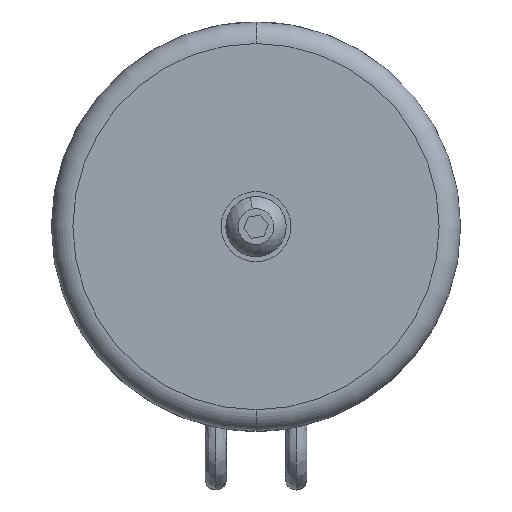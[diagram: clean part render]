
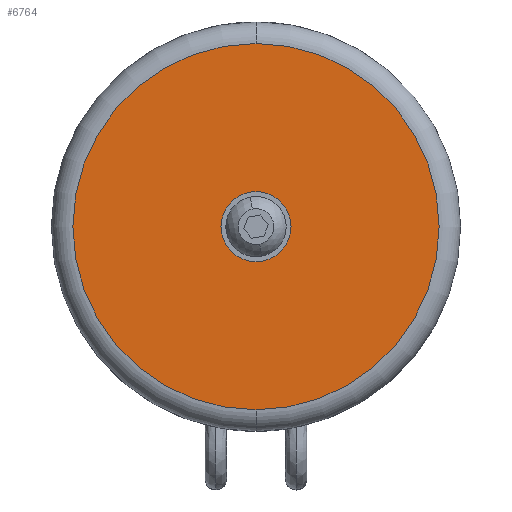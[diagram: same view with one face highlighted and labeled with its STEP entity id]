
A CAD part, front view. The second image highlights one B-rep face of the part: STEP entity #6764.
In plain terms, the highlighted planar face has unit normal (0, -1, 0).
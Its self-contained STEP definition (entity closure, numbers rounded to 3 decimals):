
#56 = CIRCLE ( 'NONE', #14137, 3.25 ) ;
#383 = DIRECTION ( 'NONE',  ( 0., 0., 1. ) ) ;
#1223 = PLANE ( 'NONE',  #12398 ) ;
#1423 = DIRECTION ( 'NONE',  ( 0., -1., 0. ) ) ;
#2068 = DIRECTION ( 'NONE',  ( 0., -1., 0. ) ) ;
#2141 = DIRECTION ( 'NONE',  ( 0., 0., 1. ) ) ;
#2284 = EDGE_LOOP ( 'NONE', ( #2409, #13186 ) ) ;
#2293 = CARTESIAN_POINT ( 'NONE',  ( -51.286, -1.788, 21.654 ) ) ;
#2394 = FACE_BOUND ( 'NONE', #2284, .T. ) ;
#2409 = ORIENTED_EDGE ( 'NONE', *, *, #8014, .F. ) ;
#2871 = VERTEX_POINT ( 'NONE', #4651 ) ;
#3068 = CIRCLE ( 'NONE', #4937, 17. ) ;
#3172 = EDGE_CURVE ( 'NONE', #2871, #6608, #9620, .T. ) ;
#3465 = EDGE_CURVE ( 'NONE', #6608, #2871, #3068, .T. ) ;
#3779 = AXIS2_PLACEMENT_3D ( 'NONE', #10939, #2068, #2141 ) ;
#4369 = VERTEX_POINT ( 'NONE', #14303 ) ;
#4651 = CARTESIAN_POINT ( 'NONE',  ( -51.286, -1.788, 4.654 ) ) ;
#4769 = CARTESIAN_POINT ( 'NONE',  ( -51.286, -1.788, 21.654 ) ) ;
#4937 = AXIS2_PLACEMENT_3D ( 'NONE', #4769, #12267, #383 ) ;
#5617 = DIRECTION ( 'NONE',  ( 0., 1., 0. ) ) ;
#5753 = FACE_OUTER_BOUND ( 'NONE', #9952, .T. ) ;
#5882 = DIRECTION ( 'NONE',  ( 0., 0., -1. ) ) ;
#6078 = CARTESIAN_POINT ( 'NONE',  ( -51.286, -1.788, 18.404 ) ) ;
#6490 = CARTESIAN_POINT ( 'NONE',  ( -51.286, -1.788, 38.654 ) ) ;
#6607 = ORIENTED_EDGE ( 'NONE', *, *, #3465, .T. ) ;
#6608 = VERTEX_POINT ( 'NONE', #6490 ) ;
#6651 = ORIENTED_EDGE ( 'NONE', *, *, #3172, .T. ) ;
#6764 = ADVANCED_FACE ( 'NONE', ( #2394, #5753 ), #1223, .F. ) ;
#6784 = CARTESIAN_POINT ( 'NONE',  ( -51.286, -1.788, 21.654 ) ) ;
#7957 = AXIS2_PLACEMENT_3D ( 'NONE', #2293, #1423, #5882 ) ;
#8014 = EDGE_CURVE ( 'NONE', #13867, #4369, #56, .T. ) ;
#8418 = CIRCLE ( 'NONE', #7957, 3.25 ) ;
#8936 = CARTESIAN_POINT ( 'NONE',  ( -51.286, -1.788, 21.654 ) ) ;
#9253 = EDGE_CURVE ( 'NONE', #4369, #13867, #8418, .T. ) ;
#9620 = CIRCLE ( 'NONE', #3779, 17. ) ;
#9952 = EDGE_LOOP ( 'NONE', ( #6607, #6651 ) ) ;
#10240 = DIRECTION ( 'NONE',  ( 1., 0., 0. ) ) ;
#10939 = CARTESIAN_POINT ( 'NONE',  ( -51.286, -1.788, 21.654 ) ) ;
#12267 = DIRECTION ( 'NONE',  ( 0., -1., 0. ) ) ;
#12398 = AXIS2_PLACEMENT_3D ( 'NONE', #6784, #5617, #10240 ) ;
#13186 = ORIENTED_EDGE ( 'NONE', *, *, #9253, .F. ) ;
#13440 = DIRECTION ( 'NONE',  ( 0., 0., -1. ) ) ;
#13510 = DIRECTION ( 'NONE',  ( 0., -1., 0. ) ) ;
#13867 = VERTEX_POINT ( 'NONE', #6078 ) ;
#14137 = AXIS2_PLACEMENT_3D ( 'NONE', #8936, #13510, #13440 ) ;
#14303 = CARTESIAN_POINT ( 'NONE',  ( -51.286, -1.788, 24.904 ) ) ;
